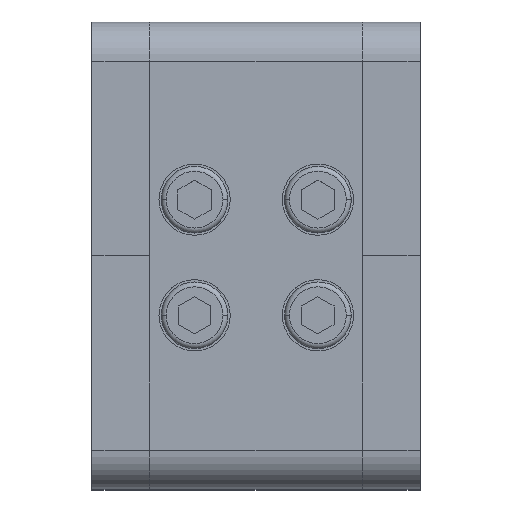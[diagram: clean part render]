
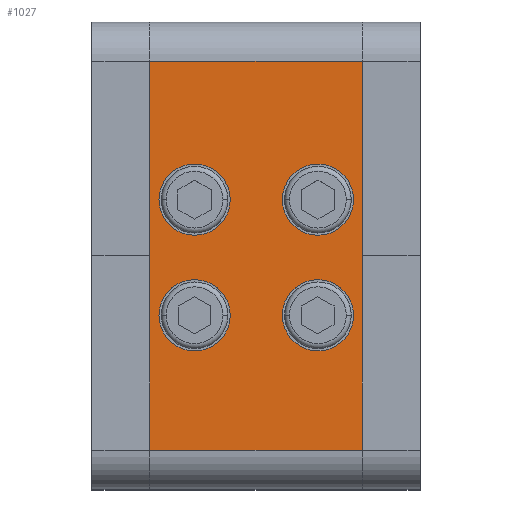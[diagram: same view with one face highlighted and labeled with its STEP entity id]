
A CAD part, top view. The second image highlights one B-rep face of the part: STEP entity #1027.
In plain terms, the highlighted planar face has unit normal (0, 0, 1).
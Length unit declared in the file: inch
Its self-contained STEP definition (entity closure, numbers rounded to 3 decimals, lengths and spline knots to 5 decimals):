
#59 = LINE ( 'NONE', #831, #4203 ) ;
#82 = EDGE_CURVE ( 'NONE', #2077, #386, #4305, .T. ) ;
#116 = EDGE_CURVE ( 'NONE', #846, #2729, #2646, .T. ) ;
#219 = ORIENTED_EDGE ( 'NONE', *, *, #2660, .F. ) ;
#226 = LINE ( 'NONE', #1759, #4380 ) ;
#238 = EDGE_CURVE ( 'NONE', #4176, #2867, #906, .T. ) ;
#260 = VERTEX_POINT ( 'NONE', #469 ) ;
#269 = CIRCLE ( 'NONE', #1945, 0.07257 ) ;
#299 = EDGE_CURVE ( 'NONE', #260, #505, #1953, .T. ) ;
#302 = EDGE_LOOP ( 'NONE', ( #1407, #2700 ) ) ;
#386 = VERTEX_POINT ( 'NONE', #1908 ) ;
#449 = ORIENTED_EDGE ( 'NONE', *, *, #299, .F. ) ;
#469 = CARTESIAN_POINT ( 'NONE',  ( 0.21654, 0.39638, 0.37598 ) ) ;
#505 = VERTEX_POINT ( 'NONE', #1219 ) ;
#518 = DIRECTION ( 'NONE',  ( 0., 0., 1. ) ) ;
#525 = DIRECTION ( 'NONE',  ( 0., 0., 1. ) ) ;
#527 = EDGE_LOOP ( 'NONE', ( #3997, #584 ) ) ;
#584 = ORIENTED_EDGE ( 'NONE', *, *, #1438, .F. ) ;
#589 = DIRECTION ( 'NONE',  ( 1., 0., 0. ) ) ;
#636 = CARTESIAN_POINT ( 'NONE',  ( 0.33465, -0.39638, 0.37598 ) ) ;
#685 = PLANE ( 'NONE',  #3355 ) ;
#710 = FACE_OUTER_BOUND ( 'NONE', #2215, .T. ) ;
#747 = ORIENTED_EDGE ( 'NONE', *, *, #82, .F. ) ;
#754 = CARTESIAN_POINT ( 'NONE',  ( -0.05255, -0.12143, 0.37598 ) ) ;
#773 = DIRECTION ( 'NONE',  ( 0., 0., 1. ) ) ;
#800 = CARTESIAN_POINT ( 'NONE',  ( -0.12513, -0.12143, 0.37598 ) ) ;
#813 = ORIENTED_EDGE ( 'NONE', *, *, #4418, .T. ) ;
#831 = CARTESIAN_POINT ( 'NONE',  ( 0.33465, 0.39638, 0.37598 ) ) ;
#842 = EDGE_LOOP ( 'NONE', ( #219, #1620 ) ) ;
#846 = VERTEX_POINT ( 'NONE', #2461 ) ;
#874 = DIRECTION ( 'NONE',  ( 1., 0., 0. ) ) ;
#888 = EDGE_CURVE ( 'NONE', #846, #1637, #1034, .T. ) ;
#906 = CIRCLE ( 'NONE', #1552, 0.07257 ) ;
#920 = AXIS2_PLACEMENT_3D ( 'NONE', #2003, #525, #4318 ) ;
#1027 = ADVANCED_FACE ( 'NONE', ( #3394, #3374, #1062, #4158, #710 ), #685, .F. ) ;
#1034 = LINE ( 'NONE', #4859, #3272 ) ;
#1062 = FACE_BOUND ( 'NONE', #2523, .T. ) ;
#1076 = DIRECTION ( 'NONE',  ( 1., 0., 0. ) ) ;
#1100 = DIRECTION ( 'NONE',  ( 0., 0., 1. ) ) ;
#1125 = CARTESIAN_POINT ( 'NONE',  ( -0.12513, 0.11417, 0.37598 ) ) ;
#1189 = DIRECTION ( 'NONE',  ( 0., -1., 0. ) ) ;
#1199 = ORIENTED_EDGE ( 'NONE', *, *, #888, .F. ) ;
#1219 = CARTESIAN_POINT ( 'NONE',  ( 0.21654, 0., 0.37598 ) ) ;
#1238 = AXIS2_PLACEMENT_3D ( 'NONE', #1125, #773, #1452 ) ;
#1258 = CARTESIAN_POINT ( 'NONE',  ( 0.21654, 0.47638, 0.37598 ) ) ;
#1315 = CARTESIAN_POINT ( 'NONE',  ( 0.0536, 0.11417, 0.37598 ) ) ;
#1323 = CARTESIAN_POINT ( 'NONE',  ( -0.1977, 0.11417, 0.37598 ) ) ;
#1347 = EDGE_CURVE ( 'NONE', #2362, #2451, #3036, .T. ) ;
#1407 = ORIENTED_EDGE ( 'NONE', *, *, #1699, .F. ) ;
#1438 = EDGE_CURVE ( 'NONE', #2451, #2362, #2298, .T. ) ;
#1452 = DIRECTION ( 'NONE',  ( 1., 0., 0. ) ) ;
#1470 = AXIS2_PLACEMENT_3D ( 'NONE', #4512, #1100, #4544 ) ;
#1534 = AXIS2_PLACEMENT_3D ( 'NONE', #3803, #3781, #4510 ) ;
#1543 = AXIS2_PLACEMENT_3D ( 'NONE', #800, #2012, #874 ) ;
#1552 = AXIS2_PLACEMENT_3D ( 'NONE', #4644, #1905, #3453 ) ;
#1610 = DIRECTION ( 'NONE',  ( -1., 0., 0. ) ) ;
#1620 = ORIENTED_EDGE ( 'NONE', *, *, #238, .F. ) ;
#1637 = VERTEX_POINT ( 'NONE', #2470 ) ;
#1667 = LINE ( 'NONE', #1258, #3561 ) ;
#1699 = EDGE_CURVE ( 'NONE', #4686, #1980, #1866, .T. ) ;
#1759 = CARTESIAN_POINT ( 'NONE',  ( -0.21654, 0.47638, 0.37598 ) ) ;
#1866 = CIRCLE ( 'NONE', #1534, 0.07257 ) ;
#1905 = DIRECTION ( 'NONE',  ( 0., 0., 1. ) ) ;
#1908 = CARTESIAN_POINT ( 'NONE',  ( 0.0536, -0.12143, 0.37598 ) ) ;
#1924 = CARTESIAN_POINT ( 'NONE',  ( 0.21654, 0.47638, 0.37598 ) ) ;
#1945 = AXIS2_PLACEMENT_3D ( 'NONE', #2892, #4433, #589 ) ;
#1953 = LINE ( 'NONE', #1924, #4554 ) ;
#1980 = VERTEX_POINT ( 'NONE', #3044 ) ;
#2003 = CARTESIAN_POINT ( 'NONE',  ( -0.12513, 0.11417, 0.37598 ) ) ;
#2012 = DIRECTION ( 'NONE',  ( 0., 0., 1. ) ) ;
#2039 = CARTESIAN_POINT ( 'NONE',  ( 0.19875, 0.11417, 0.37598 ) ) ;
#2052 = CARTESIAN_POINT ( 'NONE',  ( 0.12617, 0.11417, 0.37598 ) ) ;
#2077 = VERTEX_POINT ( 'NONE', #3559 ) ;
#2215 = EDGE_LOOP ( 'NONE', ( #449, #813, #3056, #1199, #3318, #3870 ) ) ;
#2298 = CIRCLE ( 'NONE', #920, 0.07257 ) ;
#2359 = CARTESIAN_POINT ( 'NONE',  ( -0.05255, 0.11417, 0.37598 ) ) ;
#2362 = VERTEX_POINT ( 'NONE', #2359 ) ;
#2451 = VERTEX_POINT ( 'NONE', #1323 ) ;
#2461 = CARTESIAN_POINT ( 'NONE',  ( -0.21654, -0.39638, 0.37598 ) ) ;
#2470 = CARTESIAN_POINT ( 'NONE',  ( -0.21654, 0., 0.37598 ) ) ;
#2499 = EDGE_CURVE ( 'NONE', #386, #2077, #269, .T. ) ;
#2523 = EDGE_LOOP ( 'NONE', ( #747, #4205 ) ) ;
#2611 = DIRECTION ( 'NONE',  ( -1., 0., 0. ) ) ;
#2646 = LINE ( 'NONE', #636, #4707 ) ;
#2660 = EDGE_CURVE ( 'NONE', #2867, #4176, #3093, .T. ) ;
#2700 = ORIENTED_EDGE ( 'NONE', *, *, #3182, .F. ) ;
#2729 = VERTEX_POINT ( 'NONE', #3200 ) ;
#2781 = DIRECTION ( 'NONE',  ( 0., -1., 0. ) ) ;
#2834 = VERTEX_POINT ( 'NONE', #4440 ) ;
#2867 = VERTEX_POINT ( 'NONE', #2039 ) ;
#2892 = CARTESIAN_POINT ( 'NONE',  ( 0.12617, -0.12143, 0.37598 ) ) ;
#2918 = CIRCLE ( 'NONE', #1543, 0.07257 ) ;
#3036 = CIRCLE ( 'NONE', #1238, 0.07257 ) ;
#3044 = CARTESIAN_POINT ( 'NONE',  ( -0.1977, -0.12143, 0.37598 ) ) ;
#3056 = ORIENTED_EDGE ( 'NONE', *, *, #3678, .F. ) ;
#3093 = CIRCLE ( 'NONE', #3258, 0.07257 ) ;
#3182 = EDGE_CURVE ( 'NONE', #1980, #4686, #2918, .T. ) ;
#3200 = CARTESIAN_POINT ( 'NONE',  ( 0.21654, -0.39638, 0.37598 ) ) ;
#3258 = AXIS2_PLACEMENT_3D ( 'NONE', #2052, #518, #3498 ) ;
#3272 = VECTOR ( 'NONE', #4020, 39.37008 ) ;
#3318 = ORIENTED_EDGE ( 'NONE', *, *, #116, .T. ) ;
#3355 = AXIS2_PLACEMENT_3D ( 'NONE', #4182, #3774, #2611 ) ;
#3374 = FACE_BOUND ( 'NONE', #302, .T. ) ;
#3394 = FACE_BOUND ( 'NONE', #842, .T. ) ;
#3453 = DIRECTION ( 'NONE',  ( 1., 0., 0. ) ) ;
#3498 = DIRECTION ( 'NONE',  ( 1., 0., 0. ) ) ;
#3559 = CARTESIAN_POINT ( 'NONE',  ( 0.19875, -0.12143, 0.37598 ) ) ;
#3561 = VECTOR ( 'NONE', #2781, 39.37008 ) ;
#3678 = EDGE_CURVE ( 'NONE', #1637, #2834, #226, .T. ) ;
#3774 = DIRECTION ( 'NONE',  ( 0., 0., -1. ) ) ;
#3781 = DIRECTION ( 'NONE',  ( 0., 0., 1. ) ) ;
#3803 = CARTESIAN_POINT ( 'NONE',  ( -0.12513, -0.12143, 0.37598 ) ) ;
#3870 = ORIENTED_EDGE ( 'NONE', *, *, #4882, .F. ) ;
#3997 = ORIENTED_EDGE ( 'NONE', *, *, #1347, .F. ) ;
#4020 = DIRECTION ( 'NONE',  ( 0., 1., 0. ) ) ;
#4158 = FACE_BOUND ( 'NONE', #527, .T. ) ;
#4176 = VERTEX_POINT ( 'NONE', #1315 ) ;
#4182 = CARTESIAN_POINT ( 'NONE',  ( 0.33465, 0.47638, 0.37598 ) ) ;
#4203 = VECTOR ( 'NONE', #1610, 39.37008 ) ;
#4205 = ORIENTED_EDGE ( 'NONE', *, *, #2499, .F. ) ;
#4305 = CIRCLE ( 'NONE', #1470, 0.07257 ) ;
#4318 = DIRECTION ( 'NONE',  ( 1., 0., 0. ) ) ;
#4380 = VECTOR ( 'NONE', #4466, 39.37008 ) ;
#4418 = EDGE_CURVE ( 'NONE', #260, #2834, #59, .T. ) ;
#4433 = DIRECTION ( 'NONE',  ( 0., 0., 1. ) ) ;
#4440 = CARTESIAN_POINT ( 'NONE',  ( -0.21654, 0.39638, 0.37598 ) ) ;
#4466 = DIRECTION ( 'NONE',  ( 0., 1., 0. ) ) ;
#4510 = DIRECTION ( 'NONE',  ( 1., 0., 0. ) ) ;
#4512 = CARTESIAN_POINT ( 'NONE',  ( 0.12617, -0.12143, 0.37598 ) ) ;
#4544 = DIRECTION ( 'NONE',  ( 1., 0., 0. ) ) ;
#4554 = VECTOR ( 'NONE', #1189, 39.37008 ) ;
#4644 = CARTESIAN_POINT ( 'NONE',  ( 0.12617, 0.11417, 0.37598 ) ) ;
#4686 = VERTEX_POINT ( 'NONE', #754 ) ;
#4707 = VECTOR ( 'NONE', #1076, 39.37008 ) ;
#4859 = CARTESIAN_POINT ( 'NONE',  ( -0.21654, 0.47638, 0.37598 ) ) ;
#4882 = EDGE_CURVE ( 'NONE', #505, #2729, #1667, .T. ) ;
